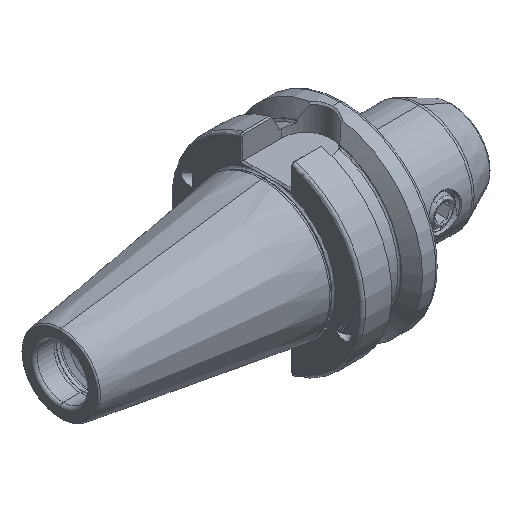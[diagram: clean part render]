
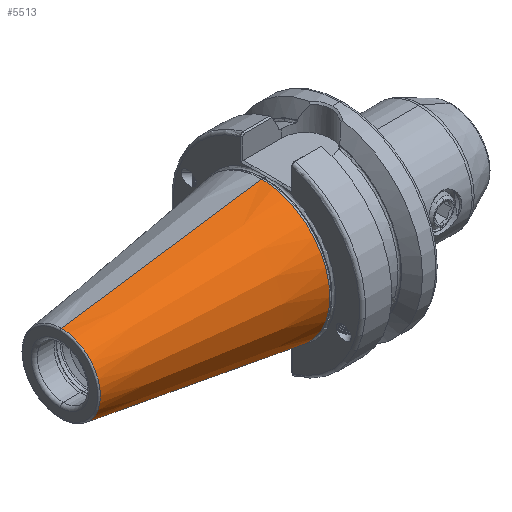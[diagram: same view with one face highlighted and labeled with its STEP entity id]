
A CAD part, isometric view. The second image highlights one B-rep face of the part: STEP entity #5513.
In plain terms, the highlighted conical face has half-angle 8.297 degrees and reference radius 22.298 mm.
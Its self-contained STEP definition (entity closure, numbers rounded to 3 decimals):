
#1045 = CARTESIAN_POINT ( 'NONE',  ( -1.5, 0., 22.298 ) ) ;
#1117 = CARTESIAN_POINT ( 'NONE',  ( -1.5, 0., -22.298 ) ) ;
#1127 = CARTESIAN_POINT ( 'NONE',  ( -66.972, 0., -12.75 ) ) ;
#1143 = CARTESIAN_POINT ( 'NONE',  ( -66.972, 0., 12.75 ) ) ;
#3561 = EDGE_CURVE ( 'NONE', #6696, #6694, #21184, .T. ) ;
#3576 = EDGE_CURVE ( 'NONE', #6636, #6662, #21185, .T. ) ;
#5513 = ADVANCED_FACE ( 'NONE', ( #20292 ), #21253, .T. ) ;
#6571 = ORIENTED_EDGE ( 'NONE', *, *, #14299, .T. ) ;
#6588 = ORIENTED_EDGE ( 'NONE', *, *, #14314, .F. ) ;
#6604 = ORIENTED_EDGE ( 'NONE', *, *, #3561, .T. ) ;
#6605 = ORIENTED_EDGE ( 'NONE', *, *, #3576, .F. ) ;
#6636 = VERTEX_POINT ( 'NONE', #1045 ) ;
#6662 = VERTEX_POINT ( 'NONE', #1117 ) ;
#6694 = VERTEX_POINT ( 'NONE', #1127 ) ;
#6696 = VERTEX_POINT ( 'NONE', #1143 ) ;
#7507 = EDGE_LOOP ( 'NONE', ( #6588, #6604, #6571, #6605 ) ) ;
#8496 = AXIS2_PLACEMENT_3D ( 'NONE', #21898, #21877, #21855 ) ;
#8606 = CARTESIAN_POINT ( 'NONE',  ( -1.5, 0., -22.298 ) ) ;
#8623 = DIRECTION ( 'NONE',  ( 0.99, 0., -0.144 ) ) ;
#8698 = CARTESIAN_POINT ( 'NONE',  ( -1.5, 0., 22.298 ) ) ;
#8720 = DIRECTION ( 'NONE',  ( 0.99, 0., 0.144 ) ) ;
#12370 = DIRECTION ( 'NONE',  ( 0., 0., -1. ) ) ;
#12389 = CARTESIAN_POINT ( 'NONE',  ( -1.5, 0., 0. ) ) ;
#12398 = DIRECTION ( 'NONE',  ( 1., 0., 0. ) ) ;
#13077 = DIRECTION ( 'NONE',  ( 0., 0., -1. ) ) ;
#13092 = CARTESIAN_POINT ( 'NONE',  ( -66.972, 0., 0. ) ) ;
#13094 = DIRECTION ( 'NONE',  ( 1., 0., 0. ) ) ;
#14299 = EDGE_CURVE ( 'NONE', #6694, #6662, #21044, .T. ) ;
#14314 = EDGE_CURVE ( 'NONE', #6696, #6636, #21054, .T. ) ;
#14338 = AXIS2_PLACEMENT_3D ( 'NONE', #13092, #13094, #13077 ) ;
#14339 = AXIS2_PLACEMENT_3D ( 'NONE', #12389, #12398, #12370 ) ;
#20292 = FACE_OUTER_BOUND ( 'NONE', #7507, .T. ) ;
#21044 = LINE ( 'NONE', #8606, #21066 ) ;
#21053 = VECTOR ( 'NONE', #8720, 1000. ) ;
#21054 = LINE ( 'NONE', #8698, #21053 ) ;
#21066 = VECTOR ( 'NONE', #8623, 1000. ) ;
#21184 = CIRCLE ( 'NONE', #14338, 12.75 ) ;
#21185 = CIRCLE ( 'NONE', #14339, 22.298 ) ;
#21253 = CONICAL_SURFACE ( 'NONE', #8496, 22.298, 0.145 ) ;
#21855 = DIRECTION ( 'NONE',  ( 0., 0., -1. ) ) ;
#21877 = DIRECTION ( 'NONE',  ( 1., 0., 0. ) ) ;
#21898 = CARTESIAN_POINT ( 'NONE',  ( -1.5, 0., 0. ) ) ;
